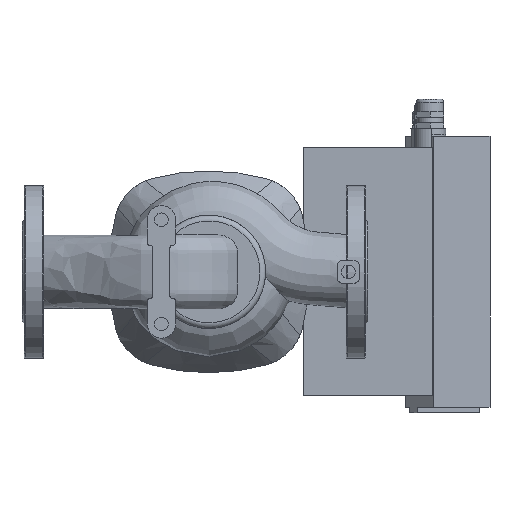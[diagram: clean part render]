
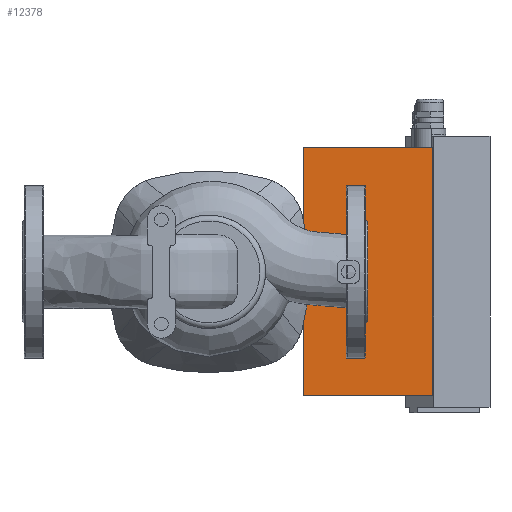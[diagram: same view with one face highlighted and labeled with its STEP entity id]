
A CAD part, front view. The second image highlights one B-rep face of the part: STEP entity #12378.
In plain terms, the highlighted planar face has unit normal (0, -1, 0).
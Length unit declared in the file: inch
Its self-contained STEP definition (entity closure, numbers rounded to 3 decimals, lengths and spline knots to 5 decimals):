
#685=PLANE('',#13728);
#1333=FACE_OUTER_BOUND('',#2048,.T.);
#2048=EDGE_LOOP('',(#10806,#10807,#10808,#10809));
#2925=LINE('',#30791,#4117);
#3072=LINE('',#31085,#4264);
#3113=LINE('',#31203,#4305);
#3116=LINE('',#31212,#4308);
#4117=VECTOR('',#16185,0.3937);
#4264=VECTOR('',#16492,0.3937);
#4305=VECTOR('',#16605,0.3937);
#4308=VECTOR('',#16620,0.3937);
#5911=VERTEX_POINT('',#30788);
#5912=VERTEX_POINT('',#30790);
#5979=VERTEX_POINT('',#31084);
#6020=VERTEX_POINT('',#31202);
#7465=EDGE_CURVE('',#5911,#5912,#2925,.T.);
#7612=EDGE_CURVE('',#5912,#5979,#3072,.T.);
#7673=EDGE_CURVE('',#5979,#6020,#3113,.T.);
#7676=EDGE_CURVE('',#6020,#5911,#3116,.T.);
#10806=ORIENTED_EDGE('',*,*,#7676,.F.);
#10807=ORIENTED_EDGE('',*,*,#7673,.F.);
#10808=ORIENTED_EDGE('',*,*,#7612,.F.);
#10809=ORIENTED_EDGE('',*,*,#7465,.F.);
#12378=ADVANCED_FACE('',(#1333),#685,.F.);
#13728=AXIS2_PLACEMENT_3D('',#31211,#16618,#16619);
#16185=DIRECTION('',(0.,0.,1.));
#16492=DIRECTION('',(1.,0.,0.));
#16605=DIRECTION('',(0.,0.,-1.));
#16618=DIRECTION('center_axis',(0.,1.,0.));
#16619=DIRECTION('ref_axis',(0.,0.,1.));
#16620=DIRECTION('',(-1.,0.,0.));
#30788=CARTESIAN_POINT('',(9.77631,7.06449,-4.31102));
#30790=CARTESIAN_POINT('',(9.77631,7.06449,4.31102));
#30791=CARTESIAN_POINT('',(9.77631,7.06449,0.));
#31084=CARTESIAN_POINT('',(14.26449,7.06449,4.31102));
#31085=CARTESIAN_POINT('',(9.77631,7.06449,4.31102));
#31202=CARTESIAN_POINT('',(14.26449,7.06449,-4.31102));
#31203=CARTESIAN_POINT('',(14.26449,7.06449,0.));
#31211=CARTESIAN_POINT('Origin',(14.26449,7.06449,0.));
#31212=CARTESIAN_POINT('',(9.77631,7.06449,-4.31102));
